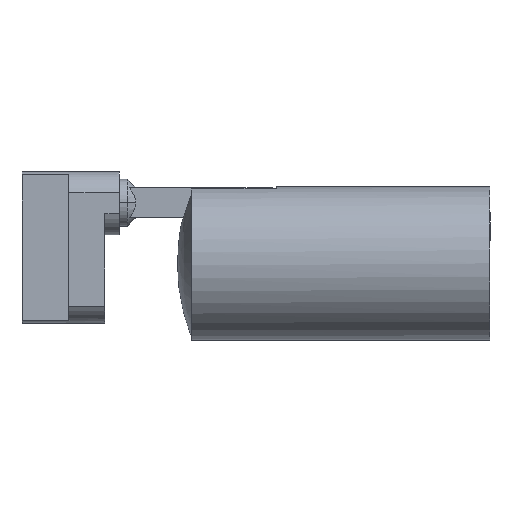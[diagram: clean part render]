
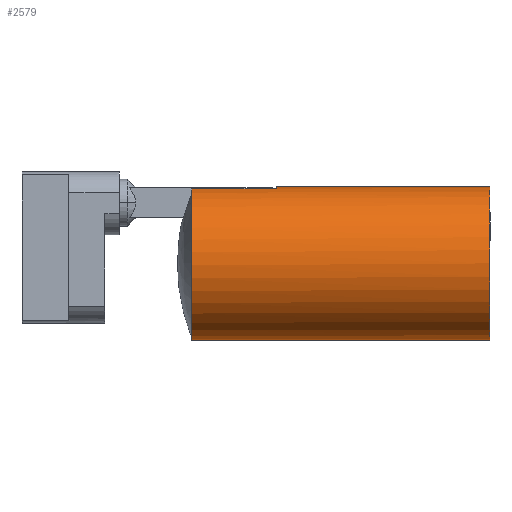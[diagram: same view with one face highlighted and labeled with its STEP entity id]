
A CAD part, top view. The second image highlights one B-rep face of the part: STEP entity #2579.
In plain terms, the highlighted cylindrical face has radius 42.5 mm (diameter 85 mm), a partial arc.
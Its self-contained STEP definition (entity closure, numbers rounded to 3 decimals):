
#93 = CYLINDRICAL_SURFACE ( 'NONE', #2015, 42.5 ) ;
#145 = VERTEX_POINT ( 'NONE', #3199 ) ;
#373 = VECTOR ( 'NONE', #2037, 1000. ) ;
#471 = ORIENTED_EDGE ( 'NONE', *, *, #633, .T. ) ;
#529 = CARTESIAN_POINT ( 'NONE',  ( 0.042, 8.706, -115.03 ) ) ;
#633 = EDGE_CURVE ( 'NONE', #3706, #2550, #1967, .T. ) ;
#654 = DIRECTION ( 'NONE',  ( 0., -1., 0. ) ) ;
#682 = VECTOR ( 'NONE', #2133, 1000. ) ;
#688 = CIRCLE ( 'NONE', #1223, 42.5 ) ;
#752 = CARTESIAN_POINT ( 'NONE',  ( 0.042, 8.706, -115.03 ) ) ;
#901 = LINE ( 'NONE', #4054, #682 ) ;
#1223 = AXIS2_PLACEMENT_3D ( 'NONE', #2125, #1810, #2108 ) ;
#1358 = FACE_OUTER_BOUND ( 'NONE', #2652, .T. ) ;
#1394 = CARTESIAN_POINT ( 'NONE',  ( 0.042, 8.706, -233.691 ) ) ;
#1424 = DIRECTION ( 'NONE',  ( 0., 0., 1. ) ) ;
#1488 = LINE ( 'NONE', #752, #3802 ) ;
#1521 = EDGE_CURVE ( 'NONE', #3432, #2526, #1488, .T. ) ;
#1567 = EDGE_CURVE ( 'NONE', #3144, #2550, #3362, .T. ) ;
#1643 = CARTESIAN_POINT ( 'NONE',  ( 0.042, -33.794, -115.03 ) ) ;
#1663 = EDGE_CURVE ( 'NONE', #145, #3706, #901, .T. ) ;
#1810 = DIRECTION ( 'NONE',  ( 0., 0., 1. ) ) ;
#1967 = CIRCLE ( 'NONE', #3181, 42.5 ) ;
#2015 = AXIS2_PLACEMENT_3D ( 'NONE', #3476, #3216, #654 ) ;
#2019 = EDGE_CURVE ( 'NONE', #3144, #3432, #688, .T. ) ;
#2037 = DIRECTION ( 'NONE',  ( 0., 0., 1. ) ) ;
#2108 = DIRECTION ( 'NONE',  ( 0., -1., 0. ) ) ;
#2125 = CARTESIAN_POINT ( 'NONE',  ( 0.042, -33.794, -233.691 ) ) ;
#2133 = DIRECTION ( 'NONE',  ( 0., 0., 1. ) ) ;
#2277 = AXIS2_PLACEMENT_3D ( 'NONE', #1643, #2910, #3190 ) ;
#2319 = CARTESIAN_POINT ( 'NONE',  ( 0.042, -76.294, -115.03 ) ) ;
#2484 = CARTESIAN_POINT ( 'NONE',  ( 0.042, -76.294, -233.691 ) ) ;
#2526 = VERTEX_POINT ( 'NONE', #529 ) ;
#2550 = VERTEX_POINT ( 'NONE', #3131 ) ;
#2579 = ADVANCED_FACE ( 'NONE', ( #1358 ), #93, .T. ) ;
#2615 = CIRCLE ( 'NONE', #2277, 42.5 ) ;
#2652 = EDGE_LOOP ( 'NONE', ( #3700, #3345, #3964, #3760, #471, #3684 ) ) ;
#2799 = DIRECTION ( 'NONE',  ( 0., -1., 0. ) ) ;
#2910 = DIRECTION ( 'NONE',  ( 0., 0., -1. ) ) ;
#2996 = CARTESIAN_POINT ( 'NONE',  ( 9.542, 7.63, -68.191 ) ) ;
#3030 = EDGE_CURVE ( 'NONE', #2526, #145, #2615, .T. ) ;
#3103 = DIRECTION ( 'NONE',  ( 0., 0., -1. ) ) ;
#3131 = CARTESIAN_POINT ( 'NONE',  ( 0.042, -76.294, -68.191 ) ) ;
#3144 = VERTEX_POINT ( 'NONE', #2484 ) ;
#3181 = AXIS2_PLACEMENT_3D ( 'NONE', #3709, #3103, #2799 ) ;
#3190 = DIRECTION ( 'NONE',  ( 0., -1., 0. ) ) ;
#3199 = CARTESIAN_POINT ( 'NONE',  ( 9.542, 7.63, -115.03 ) ) ;
#3216 = DIRECTION ( 'NONE',  ( 0., 0., 1. ) ) ;
#3345 = ORIENTED_EDGE ( 'NONE', *, *, #1521, .T. ) ;
#3362 = LINE ( 'NONE', #2319, #373 ) ;
#3432 = VERTEX_POINT ( 'NONE', #1394 ) ;
#3476 = CARTESIAN_POINT ( 'NONE',  ( 0.042, -33.794, -115.03 ) ) ;
#3684 = ORIENTED_EDGE ( 'NONE', *, *, #1567, .F. ) ;
#3700 = ORIENTED_EDGE ( 'NONE', *, *, #2019, .T. ) ;
#3706 = VERTEX_POINT ( 'NONE', #2996 ) ;
#3709 = CARTESIAN_POINT ( 'NONE',  ( 0.042, -33.794, -68.191 ) ) ;
#3760 = ORIENTED_EDGE ( 'NONE', *, *, #1663, .T. ) ;
#3802 = VECTOR ( 'NONE', #1424, 1000. ) ;
#3964 = ORIENTED_EDGE ( 'NONE', *, *, #3030, .T. ) ;
#4054 = CARTESIAN_POINT ( 'NONE',  ( 9.542, 7.63, -115.03 ) ) ;
